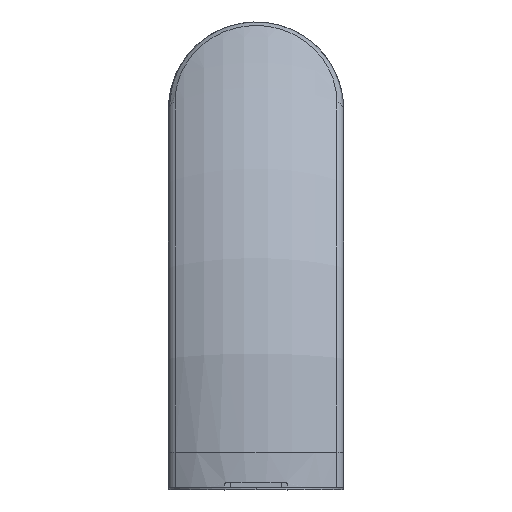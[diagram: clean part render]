
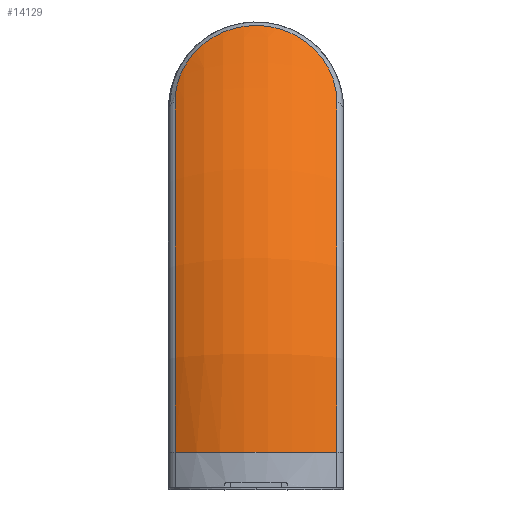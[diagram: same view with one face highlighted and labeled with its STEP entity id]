
A CAD part, top view. The second image highlights one B-rep face of the part: STEP entity #14129.
In plain terms, the highlighted toroidal (fillet/blend) face has major radius 59.774 mm and minor radius 21.982 mm.
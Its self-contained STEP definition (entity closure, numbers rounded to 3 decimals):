
#622 = CARTESIAN_POINT ( 'NONE',  ( -0.774, 11.972, -27.58 ) ) ;
#706 = CARTESIAN_POINT ( 'NONE',  ( -11.236, 3.604, -31.607 ) ) ;
#787 = CARTESIAN_POINT ( 'NONE',  ( -11.551, 1.7, -33.015 ) ) ;
#928 = DIRECTION ( 'NONE',  ( 0., 0., 1. ) ) ;
#1006 = CARTESIAN_POINT ( 'NONE',  ( -11.551, 1.084, -33.524 ) ) ;
#1133 = CARTESIAN_POINT ( 'NONE',  ( 11.551, -48.923, -51.521 ) ) ;
#1699 = AXIS2_PLACEMENT_3D ( 'NONE', #9627, #13391, #928 ) ;
#1767 = AXIS2_PLACEMENT_3D ( 'NONE', #8993, #8144, #7781 ) ;
#1837 = CARTESIAN_POINT ( 'NONE',  ( 7.924, 9.02, -28.621 ) ) ;
#1914 = CARTESIAN_POINT ( 'NONE',  ( 0.806, 11.97, -27.581 ) ) ;
#2003 = CARTESIAN_POINT ( 'NONE',  ( -10.216, 6.143, -30.023 ) ) ;
#2733 = ORIENTED_EDGE ( 'NONE', *, *, #8225, .T. ) ;
#3079 = CARTESIAN_POINT ( 'NONE',  ( -10.033, 6.457, -29.851 ) ) ;
#3151 = CARTESIAN_POINT ( 'NONE',  ( -4.973, 10.92, -27.912 ) ) ;
#3229 = CARTESIAN_POINT ( 'NONE',  ( 6.047, 10.363, -28.106 ) ) ;
#3315 = CARTESIAN_POINT ( 'NONE',  ( -6.994, 9.744, -28.336 ) ) ;
#3395 = CARTESIAN_POINT ( 'NONE',  ( 4.998, 10.909, -27.916 ) ) ;
#3529 = EDGE_CURVE ( 'NONE', #6578, #3578, #8784, .T. ) ;
#3578 = VERTEX_POINT ( 'NONE', #13291 ) ;
#4002 = DIRECTION ( 'NONE',  ( 1., 0., 0. ) ) ;
#4295 = CARTESIAN_POINT ( 'NONE',  ( -5.332, 10.749, -27.97 ) ) ;
#4372 = CARTESIAN_POINT ( 'NONE',  ( -3.881, 11.375, -27.762 ) ) ;
#4450 = CARTESIAN_POINT ( 'NONE',  ( -7.894, 9.021, -28.626 ) ) ;
#4568 = AXIS2_PLACEMENT_3D ( 'NONE', #10179, #4002, #15161 ) ;
#4611 = CARTESIAN_POINT ( 'NONE',  ( 9.649, 7.047, -29.541 ) ) ;
#5095 = B_SPLINE_CURVE_WITH_KNOTS ( 'NONE', 3,
 ( #7634, #787, #9404, #10473, #706, #9248, #15451, #11781, #14235, #2003, #3079, #5830, #14311, #15616, #4450, #5671, #3315, #8350, #9574, #4295, #3151, #4372, #10553, #7053, #8102, #622, #5584, #15537, #1914, #9329, #14561, #12028, #14476, #3395, #14387, #3229, #6890, #13250, #1837, #6973, #7134, #13330, #4611, #13082, #11864, #8030, #10710, #13008, #11948, #8181, #13166, #15782 ),
 .UNSPECIFIED., .F., .F.,
 ( 4, 2, 2, 2, 2, 2, 2, 2, 2, 2, 2, 2, 2, 2, 2, 2, 2, 2, 2, 2, 2, 2, 2, 2, 2, 4 ),
 ( 0., 0.002, 0.004, 0.005, 0.006, 0.007, 0.01, 0.011, 0.012, 0.013, 0.014, 0.017, 0.018, 0.019, 0.02, 0.021, 0.024, 0.025, 0.026, 0.029, 0.03, 0.031, 0.032, 0.033, 0.036, 0.038 ),
 .UNSPECIFIED. ) ;
#5584 = CARTESIAN_POINT ( 'NONE',  ( -0.379, 11.991, -27.575 ) ) ;
#5671 = CARTESIAN_POINT ( 'NONE',  ( -7.302, 9.513, -28.426 ) ) ;
#5711 = VERTEX_POINT ( 'NONE', #7716 ) ;
#5806 = EDGE_CURVE ( 'NONE', #15093, #5711, #5095, .T. ) ;
#5830 = CARTESIAN_POINT ( 'NONE',  ( -9.437, 7.371, -29.371 ) ) ;
#6578 = VERTEX_POINT ( 'NONE', #1133 ) ;
#6890 = CARTESIAN_POINT ( 'NONE',  ( 6.379, 10.16, -28.179 ) ) ;
#6973 = CARTESIAN_POINT ( 'NONE',  ( 8.722, 8.205, -28.982 ) ) ;
#7053 = CARTESIAN_POINT ( 'NONE',  ( -1.963, 11.836, -27.621 ) ) ;
#7134 = CARTESIAN_POINT ( 'NONE',  ( 8.973, 7.921, -29.113 ) ) ;
#7170 = CIRCLE ( 'NONE', #1699, 78.476 ) ;
#7182 = CARTESIAN_POINT ( 'NONE',  ( -11.551, -48.923, 26.956 ) ) ;
#7634 = CARTESIAN_POINT ( 'NONE',  ( -11.551, 1.084, -33.524 ) ) ;
#7716 = CARTESIAN_POINT ( 'NONE',  ( 11.551, 1.084, -33.524 ) ) ;
#7781 = DIRECTION ( 'NONE',  ( 0., 0., 1. ) ) ;
#7820 = FACE_OUTER_BOUND ( 'NONE', #13094, .T. ) ;
#8030 = CARTESIAN_POINT ( 'NONE',  ( 10.547, 5.503, -30.391 ) ) ;
#8102 = CARTESIAN_POINT ( 'NONE',  ( -1.566, 11.895, -27.603 ) ) ;
#8144 = DIRECTION ( 'NONE',  ( 0., 1., 0. ) ) ;
#8181 = CARTESIAN_POINT ( 'NONE',  ( 11.494, 2.33, -32.525 ) ) ;
#8225 = EDGE_CURVE ( 'NONE', #3578, #15093, #12703, .T. ) ;
#8350 = CARTESIAN_POINT ( 'NONE',  ( -6.354, 10.176, -28.173 ) ) ;
#8784 = CIRCLE ( 'NONE', #1767, 21.982 ) ;
#8993 = CARTESIAN_POINT ( 'NONE',  ( 0., -48.923, -32.818 ) ) ;
#9248 = CARTESIAN_POINT ( 'NONE',  ( -11.05, 4.244, -31.176 ) ) ;
#9329 = CARTESIAN_POINT ( 'NONE',  ( 1.594, 11.891, -27.604 ) ) ;
#9404 = CARTESIAN_POINT ( 'NONE',  ( -11.495, 2.326, -32.527 ) ) ;
#9574 = CARTESIAN_POINT ( 'NONE',  ( -6.021, 10.378, -28.101 ) ) ;
#9609 = ORIENTED_EDGE ( 'NONE', *, *, #12645, .T. ) ;
#9627 = CARTESIAN_POINT ( 'NONE',  ( 11.551, -48.923, 26.956 ) ) ;
#9924 = ORIENTED_EDGE ( 'NONE', *, *, #3529, .T. ) ;
#10179 = CARTESIAN_POINT ( 'NONE',  ( 0., -48.923, 26.956 ) ) ;
#10473 = CARTESIAN_POINT ( 'NONE',  ( -11.313, 3.282, -31.833 ) ) ;
#10553 = CARTESIAN_POINT ( 'NONE',  ( -3.128, 11.604, -27.691 ) ) ;
#10710 = CARTESIAN_POINT ( 'NONE',  ( 10.693, 5.182, -30.583 ) ) ;
#11241 = ORIENTED_EDGE ( 'NONE', *, *, #5806, .T. ) ;
#11781 = CARTESIAN_POINT ( 'NONE',  ( -10.686, 5.198, -30.573 ) ) ;
#11864 = CARTESIAN_POINT ( 'NONE',  ( 10.221, 6.133, -30.029 ) ) ;
#11920 = AXIS2_PLACEMENT_3D ( 'NONE', #7182, #15823, #12165 ) ;
#11948 = CARTESIAN_POINT ( 'NONE',  ( 11.254, 3.592, -31.608 ) ) ;
#12028 = CARTESIAN_POINT ( 'NONE',  ( 3.16, 11.595, -27.694 ) ) ;
#12165 = DIRECTION ( 'NONE',  ( 0., 0., -1. ) ) ;
#12645 = EDGE_CURVE ( 'NONE', #5711, #6578, #7170, .T. ) ;
#12703 = CIRCLE ( 'NONE', #11920, 78.476 ) ;
#13008 = CARTESIAN_POINT ( 'NONE',  ( 11.073, 4.227, -31.179 ) ) ;
#13082 = CARTESIAN_POINT ( 'NONE',  ( 10.042, 6.442, -29.86 ) ) ;
#13094 = EDGE_LOOP ( 'NONE', ( #9924, #2733, #11241, #9609 ) ) ;
#13166 = CARTESIAN_POINT ( 'NONE',  ( 11.551, 1.699, -33.015 ) ) ;
#13250 = CARTESIAN_POINT ( 'NONE',  ( 7.337, 9.51, -28.425 ) ) ;
#13291 = CARTESIAN_POINT ( 'NONE',  ( -11.551, -48.923, -51.521 ) ) ;
#13330 = CARTESIAN_POINT ( 'NONE',  ( 9.435, 7.343, -29.392 ) ) ;
#13391 = DIRECTION ( 'NONE',  ( -1., 0., 0. ) ) ;
#14129 = ADVANCED_FACE ( 'NONE', ( #7820 ), #14458, .T. ) ;
#14235 = CARTESIAN_POINT ( 'NONE',  ( -10.542, 5.514, -30.384 ) ) ;
#14311 = CARTESIAN_POINT ( 'NONE',  ( -8.975, 7.949, -29.095 ) ) ;
#14387 = CARTESIAN_POINT ( 'NONE',  ( 5.354, 10.738, -27.974 ) ) ;
#14458 = TOROIDAL_SURFACE ( 'NONE', #4568, 59.774, 21.982 ) ;
#14476 = CARTESIAN_POINT ( 'NONE',  ( 3.911, 11.364, -27.765 ) ) ;
#14561 = CARTESIAN_POINT ( 'NONE',  ( 1.99, 11.831, -27.622 ) ) ;
#15093 = VERTEX_POINT ( 'NONE', #1006 ) ;
#15161 = DIRECTION ( 'NONE',  ( 0., 0., -1. ) ) ;
#15451 = CARTESIAN_POINT ( 'NONE',  ( -10.94, 4.563, -30.969 ) ) ;
#15537 = CARTESIAN_POINT ( 'NONE',  ( 0.411, 11.99, -27.575 ) ) ;
#15616 = CARTESIAN_POINT ( 'NONE',  ( -8.178, 8.759, -28.737 ) ) ;
#15782 = CARTESIAN_POINT ( 'NONE',  ( 11.551, 1.084, -33.524 ) ) ;
#15823 = DIRECTION ( 'NONE',  ( 1., 0., 0. ) ) ;
